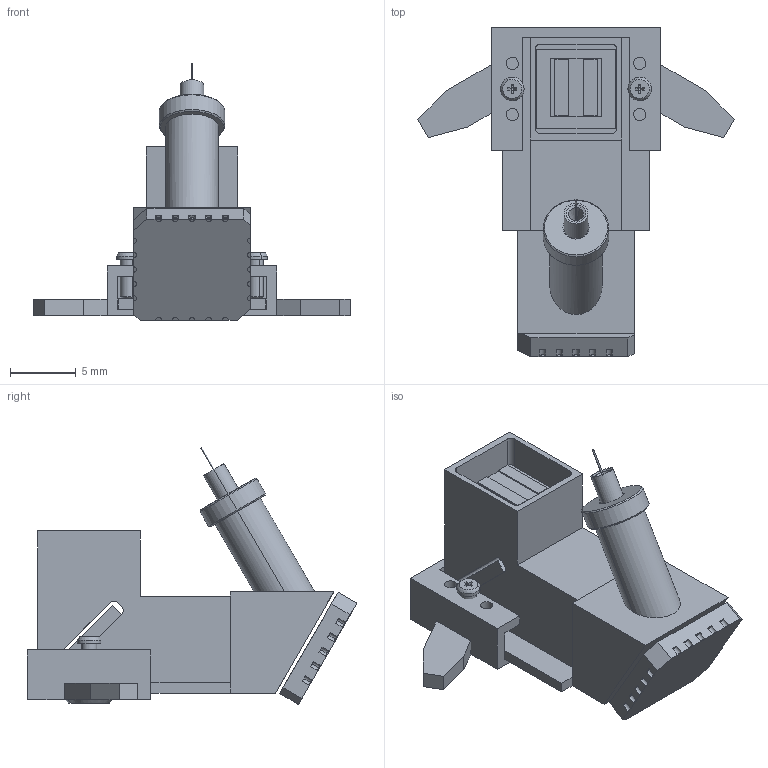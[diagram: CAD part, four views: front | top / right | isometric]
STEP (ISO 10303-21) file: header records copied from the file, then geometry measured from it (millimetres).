
FILE_DESCRIPTION(('CATIA V5 STEP Exchange'),'2;1');
FILE_NAME('miniBB2p.stp','2024-08-23T04:49:20+00:00',('none'),('none'),'CATIA Version 5 Release 21 GA (IN-10)','CATIA V5 STEP AP203','none');
FILE_SCHEMA(('CONFIG_CONTROL_DESIGN'));
Length unit declared in the file: millimetre
Products named in the file (4): miniBB2p; Scan and tube lenses; Objective; Fiber assembly
Assembly tree (23 placements, depth 3):
  miniBB2p
    #58
    Scan and tube lenses
      #2249  x4
      #2424
    #2889
    #15539
    #16125
    #16300
    #17616
    Objective
      #17799
      #17992
      #18475
    Fiber assembly
      #18694
      #18868
      #19584
      #19862
    #20016  x2
Bounding box: 24.09 x 25.09 x 19.54 mm (x, y, z)
Volume: 1529.6 mm3; surface area: 3577.9 mm2
Topology: 20 solids, 20 shells, 655 faces, 1702 edges, 1133 vertices
Faces by surface type: plane 415, cylinder 161, cone 30, bspline 29, sphere 14, revolution 4, extrusion 2
Entity records: 20698 total; most frequent: CARTESIAN_POINT 5692, ORIENTED_EDGE 3210, DIRECTION 2568, EDGE_CURVE 1605, VECTOR 1146, LINE 1144, VERTEX_POINT 1069, AXIS2_PLACEMENT_3D 859
